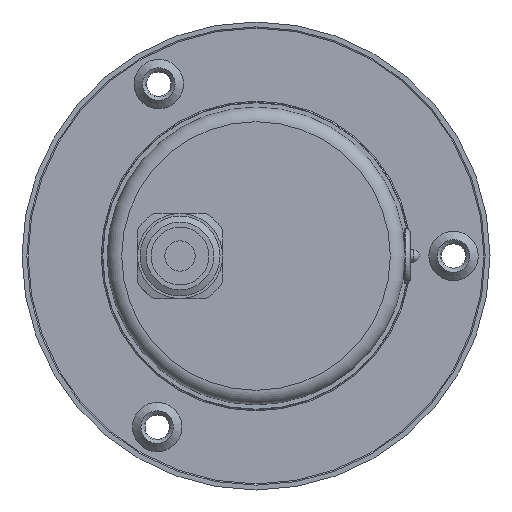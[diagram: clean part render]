
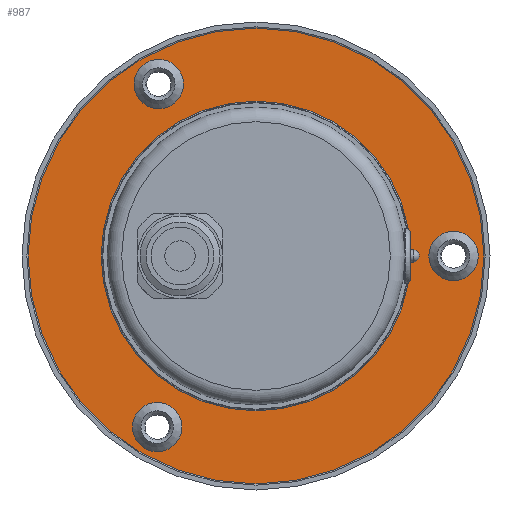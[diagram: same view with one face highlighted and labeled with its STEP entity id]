
A CAD part, front view. The second image highlights one B-rep face of the part: STEP entity #987.
In plain terms, the highlighted planar face has unit normal (0, -1, 0).
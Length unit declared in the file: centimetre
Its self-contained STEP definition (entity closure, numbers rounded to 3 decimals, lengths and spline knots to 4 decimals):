
#110=FACE_BOUND('',#342,.T.);
#111=FACE_BOUND('',#343,.T.);
#112=FACE_BOUND('',#344,.T.);
#113=FACE_BOUND('',#345,.T.);
#233=FACE_OUTER_BOUND('',#341,.T.);
#341=EDGE_LOOP('',(#803));
#342=EDGE_LOOP('',(#804));
#343=EDGE_LOOP('',(#805));
#344=EDGE_LOOP('',(#806));
#345=EDGE_LOOP('',(#807));
#422=CIRCLE('',#1109,0.4065);
#423=CIRCLE('',#1111,0.4065);
#424=CIRCLE('',#1113,0.4065);
#426=CIRCLE('',#1117,2.5483);
#427=CIRCLE('',#1119,3.75);
#505=VERTEX_POINT('',#1714);
#506=VERTEX_POINT('',#1717);
#507=VERTEX_POINT('',#1720);
#509=VERTEX_POINT('',#1726);
#510=VERTEX_POINT('',#1729);
#609=EDGE_CURVE('',#505,#505,#422,.T.);
#610=EDGE_CURVE('',#506,#506,#423,.T.);
#611=EDGE_CURVE('',#507,#507,#424,.T.);
#613=EDGE_CURVE('',#509,#509,#426,.T.);
#614=EDGE_CURVE('',#510,#510,#427,.T.);
#803=ORIENTED_EDGE('',*,*,#614,.F.);
#804=ORIENTED_EDGE('',*,*,#609,.T.);
#805=ORIENTED_EDGE('',*,*,#610,.T.);
#806=ORIENTED_EDGE('',*,*,#611,.T.);
#807=ORIENTED_EDGE('',*,*,#613,.T.);
#855=PLANE('',#1118);
#987=ADVANCED_FACE('',(#233,#110,#111,#112,#113),#855,.T.);
#1109=AXIS2_PLACEMENT_3D('',#1715,#1382,#1383);
#1111=AXIS2_PLACEMENT_3D('',#1718,#1386,#1387);
#1113=AXIS2_PLACEMENT_3D('',#1721,#1390,#1391);
#1117=AXIS2_PLACEMENT_3D('',#1727,#1398,#1399);
#1118=AXIS2_PLACEMENT_3D('',#1728,#1400,#1401);
#1119=AXIS2_PLACEMENT_3D('',#1730,#1402,#1403);
#1382=DIRECTION('center_axis',(0.,1.,0.));
#1383=DIRECTION('ref_axis',(0.,0.,
1.));
#1386=DIRECTION('center_axis',(0.,1.,0.));
#1387=DIRECTION('ref_axis',(0.,0.,
1.));
#1390=DIRECTION('center_axis',(0.,1.,0.));
#1391=DIRECTION('ref_axis',(0.,0.,
1.));
#1398=DIRECTION('center_axis',(0.,1.,0.));
#1399=DIRECTION('ref_axis',(0.,0.,
-1.));
#1400=DIRECTION('center_axis',(0.,-1.,0.));
#1401=DIRECTION('ref_axis',(-1.,0.,0.));
#1402=DIRECTION('center_axis',(0.,1.,0.));
#1403=DIRECTION('ref_axis',(0.,0.,
-1.));
#1714=CARTESIAN_POINT('',(-1.625,2.28,-3.2211));
#1715=CARTESIAN_POINT('Origin',(-1.625,2.28,-2.8146));
#1717=CARTESIAN_POINT('',(-1.6003,2.28,2.4222));
#1718=CARTESIAN_POINT('Origin',(-1.6003,2.28,2.8287));
#1720=CARTESIAN_POINT('',(3.25,2.28,-0.4065));
#1721=CARTESIAN_POINT('Origin',(3.25,2.28,0.));
#1726=CARTESIAN_POINT('',(0.,2.28,-2.5483));
#1727=CARTESIAN_POINT('Origin',(0.,2.28,0.));
#1728=CARTESIAN_POINT('Origin',(0.,2.28,-3.1491));
#1729=CARTESIAN_POINT('',(0.,2.28,-3.75));
#1730=CARTESIAN_POINT('Origin',(0.,2.28,0.));
